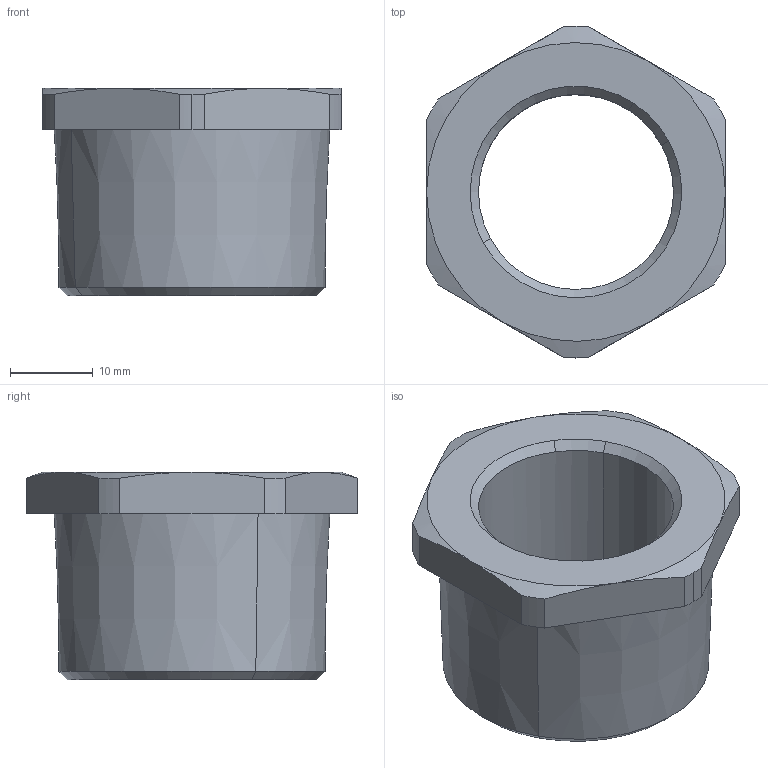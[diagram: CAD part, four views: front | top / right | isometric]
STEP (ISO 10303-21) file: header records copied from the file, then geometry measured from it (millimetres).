
FILE_DESCRIPTION(('CATIA V5 STEP Exchange','CAx-IF Rec.Pracs.--- Model Styling and Organization---1.4--- 2014-01-23'),'2;1');
FILE_NAME ('287836-1_0_1263200000_1263200000.stp','2022-12-20T02:31:53+00:00',('none'),('Weidmueller'),'CATIA Version 5-6 Release 2016 SP3 HF44','CATIA V5 STEP AP214','none');
FILE_SCHEMA(('AUTOMOTIVE_DESIGN { 1 0 10303 214 1 1 1 1 }'));
Length unit declared in the file: millimetre
Products named in the file (1): ADAPS NPT1-M25-W
Bounding box: 36 x 40 x 25 mm (x, y, z)
Volume: 11284.5 mm3; surface area: 5633.6 mm2
Topology: 1 solids, 1 shells, 38 faces, 95 edges, 60 vertices
Faces by surface type: cone 19, cylinder 10, plane 9
Entity records: 1106 total; most frequent: CARTESIAN_POINT 256, ORIENTED_EDGE 190, DIRECTION 131, EDGE_CURVE 95, AXIS2_PLACEMENT_3D 71, VERTEX_POINT 60, CIRCLE 44, EDGE_LOOP 41
